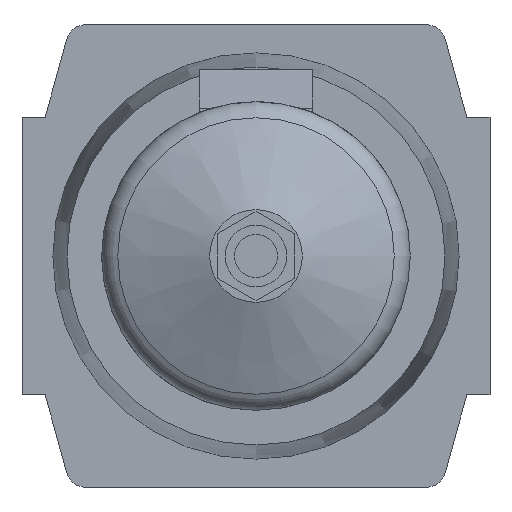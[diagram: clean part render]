
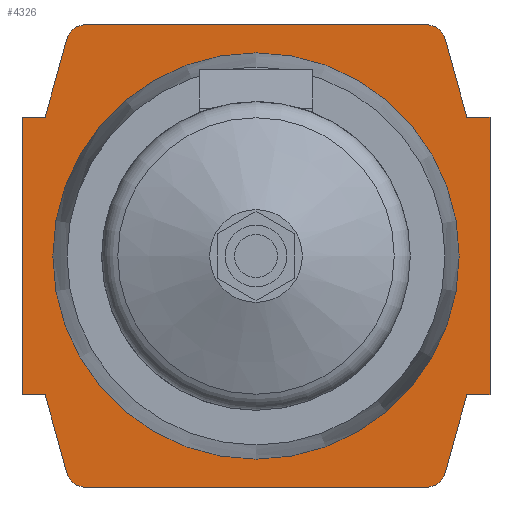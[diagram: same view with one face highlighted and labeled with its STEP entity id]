
A CAD part, front view. The second image highlights one B-rep face of the part: STEP entity #4326.
In plain terms, the highlighted planar face has unit normal (0, -1, 0).
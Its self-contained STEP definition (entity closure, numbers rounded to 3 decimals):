
#130=CIRCLE('',#4648,4.);
#131=CIRCLE('',#4651,4.);
#132=CIRCLE('',#4655,4.);
#133=CIRCLE('',#4658,4.);
#134=CIRCLE('',#4660,39.5);
#515=ORIENTED_EDGE('',*,*,#1692,.F.);
#516=ORIENTED_EDGE('',*,*,#1674,.F.);
#517=ORIENTED_EDGE('',*,*,#1588,.F.);
#518=ORIENTED_EDGE('',*,*,#1583,.F.);
#519=ORIENTED_EDGE('',*,*,#1574,.F.);
#520=ORIENTED_EDGE('',*,*,#1672,.F.);
#521=ORIENTED_EDGE('',*,*,#1691,.F.);
#522=ORIENTED_EDGE('',*,*,#1689,.F.);
#523=ORIENTED_EDGE('',*,*,#1687,.F.);
#524=ORIENTED_EDGE('',*,*,#1684,.F.);
#525=ORIENTED_EDGE('',*,*,#1693,.F.);
#526=ORIENTED_EDGE('',*,*,#1605,.F.);
#527=ORIENTED_EDGE('',*,*,#1694,.F.);
#528=ORIENTED_EDGE('',*,*,#1682,.F.);
#529=ORIENTED_EDGE('',*,*,#1680,.F.);
#530=ORIENTED_EDGE('',*,*,#1678,.F.);
#531=ORIENTED_EDGE('',*,*,#1676,.F.);
#1574=EDGE_CURVE('',#2192,#2193,#2571,.T.);
#1583=EDGE_CURVE('',#2193,#2200,#2579,.T.);
#1588=EDGE_CURVE('',#2200,#2203,#2584,.T.);
#1605=EDGE_CURVE('',#2217,#2215,#2600,.T.);
#1672=EDGE_CURVE('',#2264,#2192,#2653,.T.);
#1674=EDGE_CURVE('',#2203,#2265,#2655,.T.);
#1676=EDGE_CURVE('',#2265,#2266,#130,.T.);
#1678=EDGE_CURVE('',#2266,#2267,#2658,.T.);
#1680=EDGE_CURVE('',#2267,#2268,#131,.T.);
#1682=EDGE_CURVE('',#2268,#2269,#2661,.T.);
#1684=EDGE_CURVE('',#2270,#2271,#2663,.T.);
#1687=EDGE_CURVE('',#2271,#2272,#132,.T.);
#1689=EDGE_CURVE('',#2272,#2273,#2667,.T.);
#1691=EDGE_CURVE('',#2273,#2264,#133,.T.);
#1692=EDGE_CURVE('',#2274,#2274,#134,.F.);
#1693=EDGE_CURVE('',#2215,#2270,#2669,.T.);
#1694=EDGE_CURVE('',#2269,#2217,#2670,.T.);
#2192=VERTEX_POINT('',#6454);
#2193=VERTEX_POINT('',#6456);
#2200=VERTEX_POINT('',#6474);
#2203=VERTEX_POINT('',#6483);
#2215=VERTEX_POINT('',#6512);
#2217=VERTEX_POINT('',#6516);
#2264=VERTEX_POINT('',#6652);
#2265=VERTEX_POINT('',#6656);
#2266=VERTEX_POINT('',#6660);
#2267=VERTEX_POINT('',#6664);
#2268=VERTEX_POINT('',#6668);
#2269=VERTEX_POINT('',#6672);
#2270=VERTEX_POINT('',#6676);
#2271=VERTEX_POINT('',#6677);
#2272=VERTEX_POINT('',#6682);
#2273=VERTEX_POINT('',#6686);
#2274=VERTEX_POINT('',#6692);
#2571=LINE('',#6455,#3067);
#2579=LINE('',#6473,#3075);
#2584=LINE('',#6482,#3080);
#2600=LINE('',#6517,#3096);
#2653=LINE('',#6651,#3149);
#2655=LINE('',#6655,#3151);
#2658=LINE('',#6663,#3154);
#2661=LINE('',#6671,#3157);
#2663=LINE('',#6675,#3159);
#2667=LINE('',#6685,#3163);
#2669=LINE('',#6693,#3165);
#2670=LINE('',#6694,#3166);
#3067=VECTOR('',#5127,1000.);
#3075=VECTOR('',#5141,1000.);
#3080=VECTOR('',#5148,1000.);
#3096=VECTOR('',#5172,1000.);
#3149=VECTOR('',#5295,1000.);
#3151=VECTOR('',#5299,1000.);
#3154=VECTOR('',#5308,1000.);
#3157=VECTOR('',#5317,1000.);
#3159=VECTOR('',#5321,1000.);
#3163=VECTOR('',#5331,1000.);
#3165=VECTOR('',#5341,1000.);
#3166=VECTOR('',#5342,1000.);
#3535=EDGE_LOOP('',(#515));
#3536=EDGE_LOOP('',(#516,#517,#518,#519,#520,#521,#522,#523,#524,#525,#526,
#527,#528,#529,#530,#531));
#3835=FACE_BOUND('',#3535,.T.);
#3836=FACE_BOUND('',#3536,.T.);
#4107=PLANE('',#4659);
#4326=ADVANCED_FACE('',(#3835,#3836),#4107,.F.);
#4648=AXIS2_PLACEMENT_3D('',#6659,#5303,#5304);
#4651=AXIS2_PLACEMENT_3D('',#6667,#5312,#5313);
#4655=AXIS2_PLACEMENT_3D('',#6681,#5326,#5327);
#4658=AXIS2_PLACEMENT_3D('',#6689,#5335,#5336);
#4659=AXIS2_PLACEMENT_3D('',#6690,#5337,#5338);
#4660=AXIS2_PLACEMENT_3D('',#6691,#5339,#5340);
#5127=DIRECTION('',(-1.,0.,0.));
#5141=DIRECTION('',(0.,0.,1.));
#5148=DIRECTION('',(1.,0.,0.));
#5172=DIRECTION('',(0.,0.,-1.));
#5295=DIRECTION('',(-0.268,0.,0.964));
#5299=DIRECTION('',(0.268,0.,0.964));
#5303=DIRECTION('',(0.,1.,0.));
#5304=DIRECTION('',(1.,0.,0.));
#5308=DIRECTION('',(1.,0.,0.));
#5312=DIRECTION('',(0.,1.,0.));
#5313=DIRECTION('',(1.,0.,0.));
#5317=DIRECTION('',(0.268,0.,-0.964));
#5321=DIRECTION('',(-0.268,0.,-0.964));
#5326=DIRECTION('',(0.,1.,0.));
#5327=DIRECTION('',(1.,0.,0.));
#5331=DIRECTION('',(-1.,0.,0.));
#5335=DIRECTION('',(0.,1.,0.));
#5336=DIRECTION('',(1.,0.,0.));
#5337=DIRECTION('',(0.,1.,0.));
#5338=DIRECTION('',(0.,0.,1.));
#5339=DIRECTION('',(0.,1.,0.));
#5340=DIRECTION('',(0.,0.,1.));
#5341=DIRECTION('',(-1.,0.,0.));
#5342=DIRECTION('',(1.,0.,0.));
#6454=CARTESIAN_POINT('',(-41.,0.,-27.));
#6455=CARTESIAN_POINT('',(-41.,0.,-27.));
#6456=CARTESIAN_POINT('',(-45.5,0.,-27.));
#6473=CARTESIAN_POINT('',(-45.5,0.,-27.));
#6474=CARTESIAN_POINT('',(-45.5,0.,27.));
#6482=CARTESIAN_POINT('',(-45.5,0.,27.));
#6483=CARTESIAN_POINT('',(-41.,0.,27.));
#6512=CARTESIAN_POINT('',(45.5,0.,-27.));
#6516=CARTESIAN_POINT('',(45.5,0.,27.));
#6517=CARTESIAN_POINT('',(45.5,0.,27.));
#6651=CARTESIAN_POINT('',(-36.814,0.,-42.071));
#6652=CARTESIAN_POINT('',(-36.814,0.,-42.071));
#6655=CARTESIAN_POINT('',(-41.,0.,27.));
#6656=CARTESIAN_POINT('',(-36.814,0.,42.071));
#6659=CARTESIAN_POINT('',(-32.96,0.,41.));
#6660=CARTESIAN_POINT('',(-32.96,0.,45.));
#6663=CARTESIAN_POINT('',(-32.96,0.,45.));
#6664=CARTESIAN_POINT('',(32.96,0.,45.));
#6667=CARTESIAN_POINT('',(32.96,0.,41.));
#6668=CARTESIAN_POINT('',(36.814,0.,42.071));
#6671=CARTESIAN_POINT('',(36.814,0.,42.071));
#6672=CARTESIAN_POINT('',(41.,0.,27.));
#6675=CARTESIAN_POINT('',(41.,0.,-27.));
#6676=CARTESIAN_POINT('',(41.,0.,-27.));
#6677=CARTESIAN_POINT('',(36.814,0.,-42.071));
#6681=CARTESIAN_POINT('',(32.96,0.,-41.));
#6682=CARTESIAN_POINT('',(32.96,0.,-45.));
#6685=CARTESIAN_POINT('',(32.96,0.,-45.));
#6686=CARTESIAN_POINT('',(-32.96,0.,-45.));
#6689=CARTESIAN_POINT('',(-32.96,0.,-41.));
#6690=CARTESIAN_POINT('',(-32.96,0.,41.));
#6691=CARTESIAN_POINT('',(0.,0.,0.));
#6692=CARTESIAN_POINT('',(0.,0.,39.5));
#6693=CARTESIAN_POINT('',(45.5,0.,-27.));
#6694=CARTESIAN_POINT('',(41.,0.,27.));
